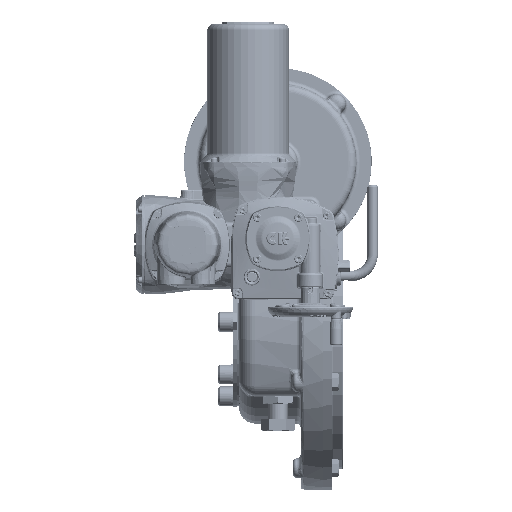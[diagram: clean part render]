
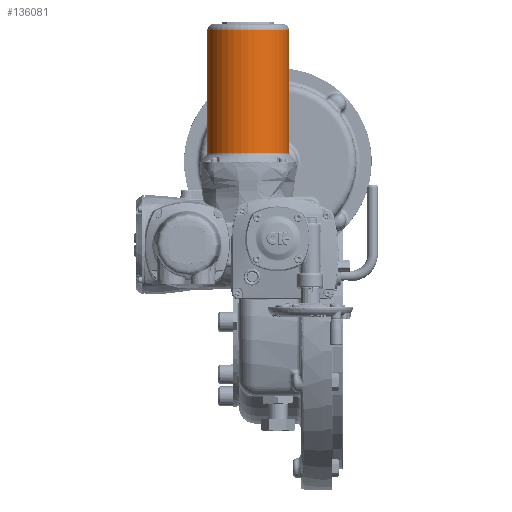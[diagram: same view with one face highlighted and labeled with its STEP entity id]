
A CAD part, top view. The second image highlights one B-rep face of the part: STEP entity #136081.
In plain terms, the highlighted cylindrical face has radius 63 mm (diameter 126 mm), a full revolution.
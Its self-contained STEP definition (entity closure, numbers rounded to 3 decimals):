
#3599=CYLINDRICAL_SURFACE('',#143091,63.);
#10461=B_SPLINE_CURVE_WITH_KNOTS('',3,(#282719,#282720,#282721,#282722,
#282723,#282724,#282725,#282726,#282727,#282728,#282729,#282730,#282731,
#282732,#282733,#282734,#282735,#282736,#282737,#282738,#282739,#282740,
#282741,#282742,#282743,#282744,#282745,#282746,#282747,#282748,#282749,
#282750,#282751,#282752,#282753,#282754),.UNSPECIFIED.,.T.,.F.,(1,1,1,1,
1,1,1,1,1,1,1,1,1,1,1,1,1,1,1,1,1,1,1,1,1,1,1,1,1,1,1,1,1,1,1,1,1,1,1,1),
(-0.095,-0.064,-0.033,0.,0.03,
0.061,0.092,0.123,0.155,0.186,
0.217,0.233,0.248,0.28,
0.311,0.342,0.373,0.405,
0.436,0.467,0.498,0.53,
0.561,0.592,0.623,0.655,
0.686,0.717,0.748,0.78,
0.811,0.842,0.873,0.905,
0.936,0.967,1.,1.03,1.061,1.092),
 .UNSPECIFIED.);
#45511=ORIENTED_EDGE('',*,*,#59906,.T.);
#45512=ORIENTED_EDGE('',*,*,#59907,.T.);
#45513=ORIENTED_EDGE('',*,*,#59708,.T.);
#59708=EDGE_CURVE('',#68848,#68848,#71999,.T.);
#59906=EDGE_CURVE('',#68970,#68970,#72047,.T.);
#59907=EDGE_CURVE('',#68971,#68971,#10461,.T.);
#68848=VERTEX_POINT('',#280638);
#68970=VERTEX_POINT('',#282718);
#68971=VERTEX_POINT('',#282755);
#71999=CIRCLE('',#143003,63.);
#72047=CIRCLE('',#143092,63.);
#78724=EDGE_LOOP('',(#45511));
#78725=EDGE_LOOP('',(#45512));
#78726=EDGE_LOOP('',(#45513));
#85644=FACE_BOUND('',#78724,.T.);
#85645=FACE_BOUND('',#78725,.T.);
#85646=FACE_BOUND('',#78726,.T.);
#136081=ADVANCED_FACE('',(#85644,#85645,#85646),#3599,.T.);
#143003=AXIS2_PLACEMENT_3D('',#280637,#160705,#160706);
#143091=AXIS2_PLACEMENT_3D('',#282716,#160913,#160914);
#143092=AXIS2_PLACEMENT_3D('',#282717,#160915,#160916);
#160705=DIRECTION('',(0.,1.,0.));
#160706=DIRECTION('',(-1.,0.,0.));
#160913=DIRECTION('',(0.,1.,0.));
#160914=DIRECTION('',(-1.,0.,0.));
#160915=DIRECTION('',(0.,-1.,0.));
#160916=DIRECTION('',(1.,0.,0.));
#280637=CARTESIAN_POINT('',(-46.,132.002,0.));
#280638=CARTESIAN_POINT('',(-109.,132.002,0.));
#282716=CARTESIAN_POINT('',(-46.,63.9,0.));
#282717=CARTESIAN_POINT('',(-46.,321.4,0.));
#282718=CARTESIAN_POINT('',(17.,321.4,0.));
#282719=CARTESIAN_POINT('',(-30.168,197.846,-60.981));
#282720=CARTESIAN_POINT('',(-29.472,201.191,-60.794));
#282721=CARTESIAN_POINT('',(-29.391,204.593,-60.771));
#282722=CARTESIAN_POINT('',(-29.882,207.898,-60.905));
#282723=CARTESIAN_POINT('',(-30.966,211.099,-61.185));
#282724=CARTESIAN_POINT('',(-32.625,214.062,-61.574));
#282725=CARTESIAN_POINT('',(-34.779,216.629,-62.009));
#282726=CARTESIAN_POINT('',(-37.434,218.752,-62.437));
#282727=CARTESIAN_POINT('',(-39.922,220.018,-62.722));
#282728=CARTESIAN_POINT('',(-42.098,220.713,-62.886));
#282729=CARTESIAN_POINT('',(-44.28,221.158,-62.994));
#282730=CARTESIAN_POINT('',(-47.139,221.265,-63.02));
#282731=CARTESIAN_POINT('',(-50.457,220.653,-62.87));
#282732=CARTESIAN_POINT('',(-53.601,219.331,-62.564));
#282733=CARTESIAN_POINT('',(-56.369,217.408,-62.159));
#282734=CARTESIAN_POINT('',(-58.7,214.974,-61.719));
#282735=CARTESIAN_POINT('',(-60.538,212.132,-61.307));
#282736=CARTESIAN_POINT('',(-61.817,208.996,-60.985));
#282737=CARTESIAN_POINT('',(-62.519,205.669,-60.796));
#282738=CARTESIAN_POINT('',(-62.618,202.274,-60.769));
#282739=CARTESIAN_POINT('',(-62.121,198.913,-60.904));
#282740=CARTESIAN_POINT('',(-61.034,195.706,-61.185));
#282741=CARTESIAN_POINT('',(-59.387,192.754,-61.572));
#282742=CARTESIAN_POINT('',(-57.219,190.172,-62.009));
#282743=CARTESIAN_POINT('',(-54.584,188.058,-62.434));
#282744=CARTESIAN_POINT('',(-51.568,186.525,-62.781));
#282745=CARTESIAN_POINT('',(-48.272,185.662,-62.989));
#282746=CARTESIAN_POINT('',(-44.891,185.532,-63.021));
#282747=CARTESIAN_POINT('',(-41.526,186.152,-62.869));
#282748=CARTESIAN_POINT('',(-38.408,187.464,-62.564));
#282749=CARTESIAN_POINT('',(-35.635,189.388,-62.16));
#282750=CARTESIAN_POINT('',(-33.293,191.832,-61.717));
#282751=CARTESIAN_POINT('',(-31.471,194.654,-61.308));
#282752=CARTESIAN_POINT('',(-30.168,197.846,-60.981));
#282753=CARTESIAN_POINT('',(-29.472,201.191,-60.794));
#282754=CARTESIAN_POINT('',(-29.391,204.593,-60.771));
#282755=CARTESIAN_POINT('',(-29.562,201.317,-60.818));
